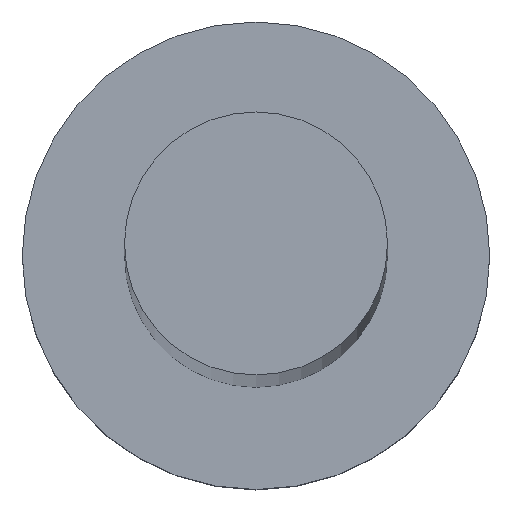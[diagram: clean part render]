
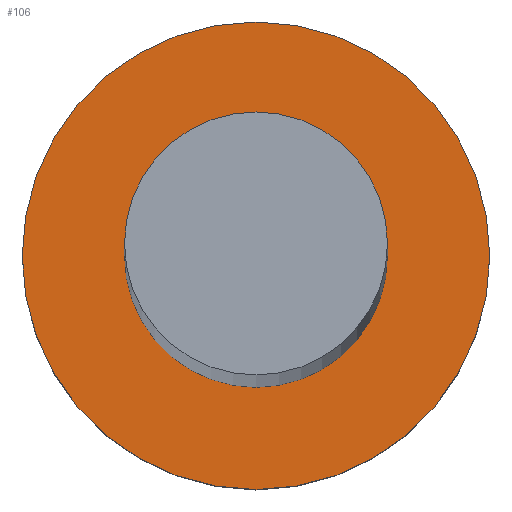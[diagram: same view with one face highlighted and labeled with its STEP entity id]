
A CAD part, top view. The second image highlights one B-rep face of the part: STEP entity #106.
In plain terms, the highlighted planar face has unit normal (0, 0, 1).
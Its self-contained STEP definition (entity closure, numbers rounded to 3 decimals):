
#1 = ORIENTED_EDGE ( 'NONE', *, *, #84, .F. ) ;
#11 = VERTEX_POINT ( 'NONE', #216 ) ;
#17 = ORIENTED_EDGE ( 'NONE', *, *, #96, .T. ) ;
#18 = VERTEX_POINT ( 'NONE', #173 ) ;
#19 = VERTEX_POINT ( 'NONE', #139 ) ;
#22 = DIRECTION ( 'NONE',  ( 1., 0., 0. ) ) ;
#34 = CIRCLE ( 'NONE', #196, 4. ) ;
#35 = EDGE_LOOP ( 'NONE', ( #156, #17 ) ) ;
#52 = AXIS2_PLACEMENT_3D ( 'NONE', #100, #183, #160 ) ;
#53 = DIRECTION ( 'NONE',  ( 0., 0., 1. ) ) ;
#57 = AXIS2_PLACEMENT_3D ( 'NONE', #66, #165, #80 ) ;
#66 = CARTESIAN_POINT ( 'NONE',  ( 0., 0., 4. ) ) ;
#75 = FACE_BOUND ( 'NONE', #195, .T. ) ;
#78 = PLANE ( 'NONE',  #52 ) ;
#80 = DIRECTION ( 'NONE',  ( 1., 0., 0. ) ) ;
#84 = EDGE_CURVE ( 'NONE', #19, #18, #123, .T. ) ;
#96 = EDGE_CURVE ( 'NONE', #117, #11, #214, .T. ) ;
#100 = CARTESIAN_POINT ( 'NONE',  ( 0., 0., 4. ) ) ;
#106 = ADVANCED_FACE ( 'NONE', ( #75, #228 ), #78, .T. ) ;
#112 = AXIS2_PLACEMENT_3D ( 'NONE', #182, #53, #22 ) ;
#117 = VERTEX_POINT ( 'NONE', #231 ) ;
#121 = ORIENTED_EDGE ( 'NONE', *, *, #229, .F. ) ;
#123 = CIRCLE ( 'NONE', #112, 2.25 ) ;
#129 = DIRECTION ( 'NONE',  ( 0., 0., 1. ) ) ;
#134 = CARTESIAN_POINT ( 'NONE',  ( 0., 0., 4. ) ) ;
#139 = CARTESIAN_POINT ( 'NONE',  ( -2.25, 0., 4. ) ) ;
#148 = CARTESIAN_POINT ( 'NONE',  ( 0., 0., 4. ) ) ;
#152 = DIRECTION ( 'NONE',  ( 1., 0., 0. ) ) ;
#156 = ORIENTED_EDGE ( 'NONE', *, *, #181, .T. ) ;
#160 = DIRECTION ( 'NONE',  ( 1., 0., 0. ) ) ;
#165 = DIRECTION ( 'NONE',  ( 0., 0., 1. ) ) ;
#173 = CARTESIAN_POINT ( 'NONE',  ( 2.25, 0., 4. ) ) ;
#181 = EDGE_CURVE ( 'NONE', #11, #117, #34, .T. ) ;
#182 = CARTESIAN_POINT ( 'NONE',  ( 0., 0., 4. ) ) ;
#183 = DIRECTION ( 'NONE',  ( 0., 0., 1. ) ) ;
#195 = EDGE_LOOP ( 'NONE', ( #1, #121 ) ) ;
#196 = AXIS2_PLACEMENT_3D ( 'NONE', #148, #129, #236 ) ;
#214 = CIRCLE ( 'NONE', #249, 4. ) ;
#215 = CIRCLE ( 'NONE', #57, 2.25 ) ;
#216 = CARTESIAN_POINT ( 'NONE',  ( -4., 0., 4. ) ) ;
#228 = FACE_OUTER_BOUND ( 'NONE', #35, .T. ) ;
#229 = EDGE_CURVE ( 'NONE', #18, #19, #215, .T. ) ;
#231 = CARTESIAN_POINT ( 'NONE',  ( 4., 0., 4. ) ) ;
#236 = DIRECTION ( 'NONE',  ( 1., 0., 0. ) ) ;
#249 = AXIS2_PLACEMENT_3D ( 'NONE', #134, #251, #152 ) ;
#251 = DIRECTION ( 'NONE',  ( 0., 0., 1. ) ) ;
